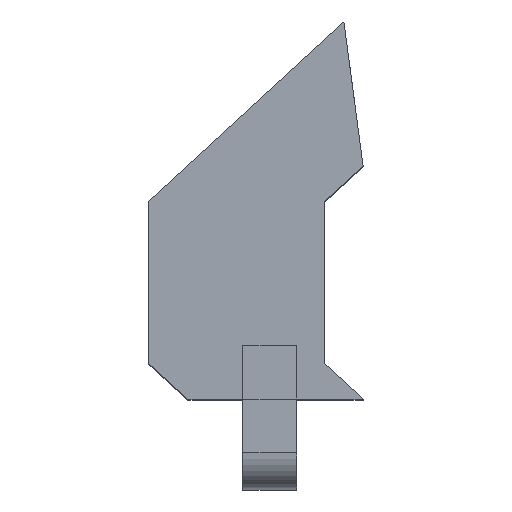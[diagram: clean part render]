
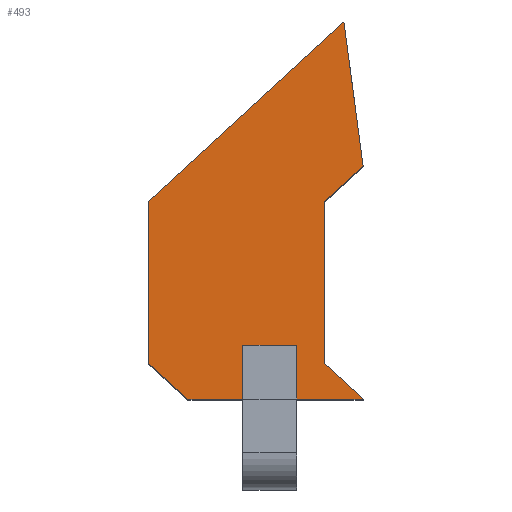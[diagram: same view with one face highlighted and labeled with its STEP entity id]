
A CAD part, top view. The second image highlights one B-rep face of the part: STEP entity #493.
In plain terms, the highlighted planar face has unit normal (0, 0, 1).
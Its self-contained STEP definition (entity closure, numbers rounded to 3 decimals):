
#149 = VERTEX_POINT('',#150);
#150 = CARTESIAN_POINT('',(-9.75,-21.,30.));
#156 = EDGE_CURVE('',#149,#157,#159,.T.);
#157 = VERTEX_POINT('',#158);
#158 = CARTESIAN_POINT('',(-6.7,-21.,30.));
#159 = LINE('',#160,#161);
#160 = CARTESIAN_POINT('',(-9.75,-21.,30.));
#161 = VECTOR('',#162,1.);
#162 = DIRECTION('',(1.,0.,0.));
#165 = VERTEX_POINT('',#166);
#166 = CARTESIAN_POINT('',(-3.7,-21.,30.));
#172 = EDGE_CURVE('',#165,#173,#175,.T.);
#173 = VERTEX_POINT('',#174);
#174 = CARTESIAN_POINT('',(0.,-21.,30.));
#175 = LINE('',#176,#177);
#176 = CARTESIAN_POINT('',(-9.75,-21.,30.));
#177 = VECTOR('',#178,1.);
#178 = DIRECTION('',(1.,0.,0.));
#395 = EDGE_CURVE('',#149,#396,#398,.T.);
#396 = VERTEX_POINT('',#397);
#397 = CARTESIAN_POINT('',(-11.922,-19.,30.));
#398 = LINE('',#399,#400);
#399 = CARTESIAN_POINT('',(-9.75,-21.,30.));
#400 = VECTOR('',#401,1.);
#401 = DIRECTION('',(-0.736,0.677,0.));
#493 = ADVANCED_FACE('',(#494),#567,.T.);
#494 = FACE_BOUND('',#495,.T.);
#495 = EDGE_LOOP('',(#496,#497,#498,#506,#514,#520,#521,#529,#537,#545,
    #553,#561));
#496 = ORIENTED_EDGE('',*,*,#395,.F.);
#497 = ORIENTED_EDGE('',*,*,#156,.T.);
#498 = ORIENTED_EDGE('',*,*,#499,.F.);
#499 = EDGE_CURVE('',#500,#157,#502,.T.);
#500 = VERTEX_POINT('',#501);
#501 = CARTESIAN_POINT('',(-6.7,-18.,30.));
#502 = LINE('',#503,#504);
#503 = CARTESIAN_POINT('',(-6.7,-18.,30.));
#504 = VECTOR('',#505,1.);
#505 = DIRECTION('',(0.,-1.,0.));
#506 = ORIENTED_EDGE('',*,*,#507,.F.);
#507 = EDGE_CURVE('',#508,#500,#510,.T.);
#508 = VERTEX_POINT('',#509);
#509 = CARTESIAN_POINT('',(-3.7,-18.,30.));
#510 = LINE('',#511,#512);
#511 = CARTESIAN_POINT('',(-3.7,-18.,30.));
#512 = VECTOR('',#513,1.);
#513 = DIRECTION('',(-1.,0.,0.));
#514 = ORIENTED_EDGE('',*,*,#515,.F.);
#515 = EDGE_CURVE('',#165,#508,#516,.T.);
#516 = LINE('',#517,#518);
#517 = CARTESIAN_POINT('',(-3.7,-21.,30.));
#518 = VECTOR('',#519,1.);
#519 = DIRECTION('',(0.,1.,0.));
#520 = ORIENTED_EDGE('',*,*,#172,.T.);
#521 = ORIENTED_EDGE('',*,*,#522,.T.);
#522 = EDGE_CURVE('',#173,#523,#525,.T.);
#523 = VERTEX_POINT('',#524);
#524 = CARTESIAN_POINT('',(-2.172,-19.,30.));
#525 = LINE('',#526,#527);
#526 = CARTESIAN_POINT('',(0.,-21.,30.));
#527 = VECTOR('',#528,1.);
#528 = DIRECTION('',(-0.736,0.677,0.));
#529 = ORIENTED_EDGE('',*,*,#530,.T.);
#530 = EDGE_CURVE('',#523,#531,#533,.T.);
#531 = VERTEX_POINT('',#532);
#532 = CARTESIAN_POINT('',(-2.172,-10.,30.));
#533 = LINE('',#534,#535);
#534 = CARTESIAN_POINT('',(-2.172,-19.,30.));
#535 = VECTOR('',#536,1.);
#536 = DIRECTION('',(0.,1.,0.));
#537 = ORIENTED_EDGE('',*,*,#538,.T.);
#538 = EDGE_CURVE('',#531,#539,#541,.T.);
#539 = VERTEX_POINT('',#540);
#540 = CARTESIAN_POINT('',(0.,-8.,30.));
#541 = LINE('',#542,#543);
#542 = CARTESIAN_POINT('',(-2.172,-10.,30.));
#543 = VECTOR('',#544,1.);
#544 = DIRECTION('',(0.736,0.677,0.));
#545 = ORIENTED_EDGE('',*,*,#546,.F.);
#546 = EDGE_CURVE('',#547,#539,#549,.T.);
#547 = VERTEX_POINT('',#548);
#548 = CARTESIAN_POINT('',(-1.063,0.,30.));
#549 = LINE('',#550,#551);
#550 = CARTESIAN_POINT('',(-1.063,0.,30.));
#551 = VECTOR('',#552,1.);
#552 = DIRECTION('',(0.132,-0.991,0.));
#553 = ORIENTED_EDGE('',*,*,#554,.F.);
#554 = EDGE_CURVE('',#555,#547,#557,.T.);
#555 = VERTEX_POINT('',#556);
#556 = CARTESIAN_POINT('',(-11.922,-10.,30.));
#557 = LINE('',#558,#559);
#558 = CARTESIAN_POINT('',(-11.922,-10.,30.));
#559 = VECTOR('',#560,1.);
#560 = DIRECTION('',(0.736,0.677,0.));
#561 = ORIENTED_EDGE('',*,*,#562,.F.);
#562 = EDGE_CURVE('',#396,#555,#563,.T.);
#563 = LINE('',#564,#565);
#564 = CARTESIAN_POINT('',(-11.922,-19.,30.));
#565 = VECTOR('',#566,1.);
#566 = DIRECTION('',(0.,1.,0.));
#567 = PLANE('',#568);
#568 = AXIS2_PLACEMENT_3D('',#569,#570,#571);
#569 = CARTESIAN_POINT('',(-5.264,-12.054,30.));
#570 = DIRECTION('',(0.,0.,1.));
#571 = DIRECTION('',(1.,0.,0.));
